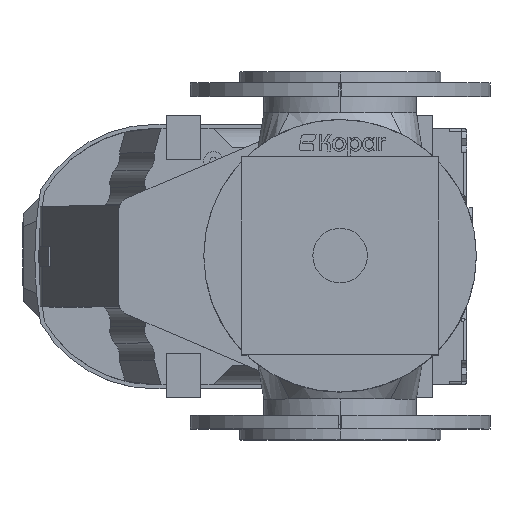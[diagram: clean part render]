
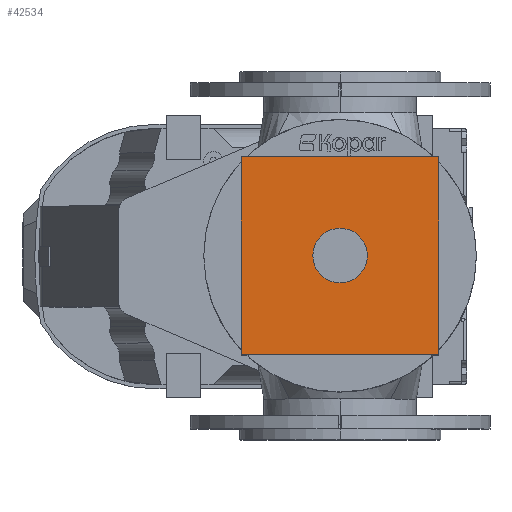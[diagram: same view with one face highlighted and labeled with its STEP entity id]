
A CAD part, top view. The second image highlights one B-rep face of the part: STEP entity #42534.
In plain terms, the highlighted planar face has unit normal (0, 0, 1).
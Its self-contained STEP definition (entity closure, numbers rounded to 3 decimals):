
#119 = CARTESIAN_POINT ( 'NONE',  ( -72.5, -72.5, 165. ) ) ;
#1094 = ORIENTED_EDGE ( 'NONE', *, *, #35473, .T. ) ;
#3459 = VECTOR ( 'NONE', #30935, 1000. ) ;
#7576 = DIRECTION ( 'NONE',  ( 1., 0., 0. ) ) ;
#9841 = LINE ( 'NONE', #34129, #45187 ) ;
#10937 = CARTESIAN_POINT ( 'NONE',  ( -72.5, 72.5, 165. ) ) ;
#12532 = DIRECTION ( 'NONE',  ( 0., -1., 0. ) ) ;
#17941 = VERTEX_POINT ( 'NONE', #10937 ) ;
#20249 = LINE ( 'NONE', #67219, #48076 ) ;
#21301 = DIRECTION ( 'NONE',  ( -1., 0., 0. ) ) ;
#30935 = DIRECTION ( 'NONE',  ( 0., 1., 0. ) ) ;
#31651 = EDGE_CURVE ( 'NONE', #42969, #60911, #9841, .T. ) ;
#31690 = CARTESIAN_POINT ( 'NONE',  ( 72.5, -72.5, 165. ) ) ;
#34129 = CARTESIAN_POINT ( 'NONE',  ( -72.5, -72.5, 165. ) ) ;
#35473 = EDGE_CURVE ( 'NONE', #61493, #17941, #20249, .T. ) ;
#36014 = LINE ( 'NONE', #119, #36332 ) ;
#36332 = VECTOR ( 'NONE', #12532, 1000. ) ;
#39263 = CARTESIAN_POINT ( 'NONE',  ( 72.5, -72.5, 165. ) ) ;
#41089 = FACE_OUTER_BOUND ( 'NONE', #65230, .T. ) ;
#42534 = ADVANCED_FACE ( 'NONE', ( #41089 ), #66157, .F. ) ;
#42575 = ORIENTED_EDGE ( 'NONE', *, *, #75863, .T. ) ;
#42969 = VERTEX_POINT ( 'NONE', #75473 ) ;
#45187 = VECTOR ( 'NONE', #7576, 1000. ) ;
#46625 = CARTESIAN_POINT ( 'NONE',  ( 72.5, 72.5, 165. ) ) ;
#48076 = VECTOR ( 'NONE', #55662, 1000. ) ;
#52268 = ORIENTED_EDGE ( 'NONE', *, *, #31651, .T. ) ;
#53014 = CARTESIAN_POINT ( 'NONE',  ( 0., 0., 165. ) ) ;
#55662 = DIRECTION ( 'NONE',  ( -1., 0., 0. ) ) ;
#57795 = EDGE_CURVE ( 'NONE', #60911, #61493, #60821, .T. ) ;
#60821 = LINE ( 'NONE', #31690, #3459 ) ;
#60911 = VERTEX_POINT ( 'NONE', #39263 ) ;
#61493 = VERTEX_POINT ( 'NONE', #46625 ) ;
#61646 = AXIS2_PLACEMENT_3D ( 'NONE', #53014, #63893, #21301 ) ;
#63893 = DIRECTION ( 'NONE',  ( 0., 0., -1. ) ) ;
#65230 = EDGE_LOOP ( 'NONE', ( #78659, #1094, #42575, #52268 ) ) ;
#66157 = PLANE ( 'NONE',  #61646 ) ;
#67219 = CARTESIAN_POINT ( 'NONE',  ( -72.5, 72.5, 165. ) ) ;
#75473 = CARTESIAN_POINT ( 'NONE',  ( -72.5, -72.5, 165. ) ) ;
#75863 = EDGE_CURVE ( 'NONE', #17941, #42969, #36014, .T. ) ;
#78659 = ORIENTED_EDGE ( 'NONE', *, *, #57795, .T. ) ;
